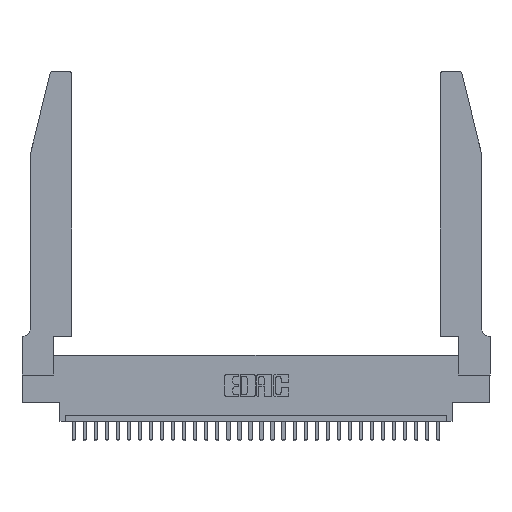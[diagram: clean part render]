
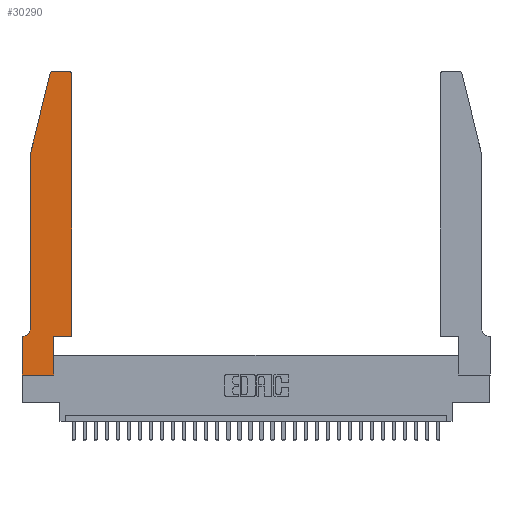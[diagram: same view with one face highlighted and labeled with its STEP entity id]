
A CAD part, top view. The second image highlights one B-rep face of the part: STEP entity #30290.
In plain terms, the highlighted planar face has unit normal (0, 0, 1).
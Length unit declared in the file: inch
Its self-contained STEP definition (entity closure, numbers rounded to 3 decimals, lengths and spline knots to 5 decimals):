
#40 = CARTESIAN_POINT ( 'NONE',  ( 0.4505, 0.35, 0.37 ) ) ;
#158 = CARTESIAN_POINT ( 'NONE',  ( 0., 0., 0.37 ) ) ;
#212 = VECTOR ( 'NONE', #26325, 39.37008 ) ;
#512 = CARTESIAN_POINT ( 'NONE',  ( 0.284, 2.72, 0.37 ) ) ;
#765 = VECTOR ( 'NONE', #18597, 39.37008 ) ;
#1699 = DIRECTION ( 'NONE',  ( 1., 0., 0. ) ) ;
#1798 = VERTEX_POINT ( 'NONE', #30988 ) ;
#1819 = CARTESIAN_POINT ( 'NONE',  ( 0.4505, 0.35, 0.37 ) ) ;
#2445 = DIRECTION ( 'NONE',  ( -0.239, -0.971, 0. ) ) ;
#2541 = VERTEX_POINT ( 'NONE', #20324 ) ;
#3420 = VERTEX_POINT ( 'NONE', #27481 ) ;
#3490 = DIRECTION ( 'NONE',  ( 0., 0., -1. ) ) ;
#3770 = LINE ( 'NONE', #158, #12178 ) ;
#4441 = EDGE_CURVE ( 'NONE', #13775, #11511, #25247, .T. ) ;
#4671 = EDGE_CURVE ( 'NONE', #2541, #8193, #28441, .T. ) ;
#4718 = EDGE_CURVE ( 'NONE', #8193, #26159, #5881, .T. ) ;
#4965 = DIRECTION ( 'NONE',  ( 0., 0., 1. ) ) ;
#5153 = LINE ( 'NONE', #29051, #16597 ) ;
#5520 = ORIENTED_EDGE ( 'NONE', *, *, #12732, .T. ) ;
#5881 = LINE ( 'NONE', #40, #31098 ) ;
#6107 = DIRECTION ( 'NONE',  ( 0., 0., 1. ) ) ;
#6625 = VERTEX_POINT ( 'NONE', #13756 ) ;
#7555 = CARTESIAN_POINT ( 'NONE',  ( 0.2865, 0.35, 0.37 ) ) ;
#7734 = DIRECTION ( 'NONE',  ( 1., 0., 0. ) ) ;
#8193 = VERTEX_POINT ( 'NONE', #31536 ) ;
#9679 = CARTESIAN_POINT ( 'NONE',  ( 0.4505, 2.72, 0.37 ) ) ;
#9743 = ORIENTED_EDGE ( 'NONE', *, *, #9916, .T. ) ;
#9916 = EDGE_CURVE ( 'NONE', #17712, #30361, #29641, .T. ) ;
#10439 = FACE_OUTER_BOUND ( 'NONE', #17157, .T. ) ;
#10527 = EDGE_CURVE ( 'NONE', #3420, #2541, #21950, .T. ) ;
#11250 = CARTESIAN_POINT ( 'NONE',  ( 0.0755, 0.35, 0.37 ) ) ;
#11511 = VERTEX_POINT ( 'NONE', #29599 ) ;
#11840 = EDGE_CURVE ( 'NONE', #23037, #17712, #5153, .T. ) ;
#12172 = ORIENTED_EDGE ( 'NONE', *, *, #13661, .T. ) ;
#12178 = VECTOR ( 'NONE', #19793, 39.37008 ) ;
#12642 = CARTESIAN_POINT ( 'NONE',  ( 0., 0.35, 0.37 ) ) ;
#12732 = EDGE_CURVE ( 'NONE', #27167, #6625, #23812, .T. ) ;
#13290 = VECTOR ( 'NONE', #31308, 39.37008 ) ;
#13321 = CARTESIAN_POINT ( 'NONE',  ( 0.0055, 0.35, 0.37 ) ) ;
#13584 = ORIENTED_EDGE ( 'NONE', *, *, #4671, .T. ) ;
#13661 = EDGE_CURVE ( 'NONE', #1798, #23037, #14555, .T. ) ;
#13743 = ORIENTED_EDGE ( 'NONE', *, *, #29908, .T. ) ;
#13756 = CARTESIAN_POINT ( 'NONE',  ( 0.4205, 2.75, 0.37 ) ) ;
#13775 = VERTEX_POINT ( 'NONE', #13321 ) ;
#14346 = CARTESIAN_POINT ( 'NONE',  ( 0.0755, 2., 0.37 ) ) ;
#14454 = DIRECTION ( 'NONE',  ( -1., 0., 0. ) ) ;
#14555 = CIRCLE ( 'NONE', #15991, 0.03 ) ;
#15204 = LINE ( 'NONE', #29108, #16732 ) ;
#15991 = AXIS2_PLACEMENT_3D ( 'NONE', #512, #17575, #29578 ) ;
#16446 = CARTESIAN_POINT ( 'NONE',  ( 0.0755, 2., 0.37 ) ) ;
#16597 = VECTOR ( 'NONE', #2445, 39.37008 ) ;
#16624 = CARTESIAN_POINT ( 'NONE',  ( 0., 0., 0.37 ) ) ;
#16732 = VECTOR ( 'NONE', #14454, 39.37008 ) ;
#17011 = DIRECTION ( 'NONE',  ( 1., 0., 0. ) ) ;
#17157 = EDGE_LOOP ( 'NONE', ( #17204, #12172, #31539, #9743, #13743, #20491, #21569, #25193, #13584, #29509, #26190, #5520 ) ) ;
#17204 = ORIENTED_EDGE ( 'NONE', *, *, #17722, .T. ) ;
#17228 = CARTESIAN_POINT ( 'NONE',  ( 0.0755, 0.42, 0.37 ) ) ;
#17393 = CARTESIAN_POINT ( 'NONE',  ( 0.4505, 0.35, 0.37 ) ) ;
#17575 = DIRECTION ( 'NONE',  ( 0., 0., 1. ) ) ;
#17712 = VERTEX_POINT ( 'NONE', #14346 ) ;
#17722 = EDGE_CURVE ( 'NONE', #6625, #1798, #15204, .T. ) ;
#18010 = DIRECTION ( 'NONE',  ( -1., 0., 0. ) ) ;
#18193 = EDGE_CURVE ( 'NONE', #26159, #27167, #19771, .T. ) ;
#18477 = CARTESIAN_POINT ( 'NONE',  ( 0.25487, 2.72718, 0.37 ) ) ;
#18597 = DIRECTION ( 'NONE',  ( -1., 0., 0. ) ) ;
#19771 = LINE ( 'NONE', #1819, #13290 ) ;
#19793 = DIRECTION ( 'NONE',  ( 0., -1., 0. ) ) ;
#20324 = CARTESIAN_POINT ( 'NONE',  ( 0.2865, 0., 0.37 ) ) ;
#20491 = ORIENTED_EDGE ( 'NONE', *, *, #4441, .T. ) ;
#20742 = CARTESIAN_POINT ( 'NONE',  ( 0.4205, 2.72, 0.37 ) ) ;
#21569 = ORIENTED_EDGE ( 'NONE', *, *, #28595, .T. ) ;
#21950 = LINE ( 'NONE', #16624, #29231 ) ;
#22369 = PLANE ( 'NONE',  #31245 ) ;
#23037 = VERTEX_POINT ( 'NONE', #18477 ) ;
#23812 = CIRCLE ( 'NONE', #25436, 0.03 ) ;
#25193 = ORIENTED_EDGE ( 'NONE', *, *, #10527, .T. ) ;
#25247 = LINE ( 'NONE', #11250, #765 ) ;
#25436 = AXIS2_PLACEMENT_3D ( 'NONE', #20742, #6107, #25461 ) ;
#25461 = DIRECTION ( 'NONE',  ( 1., 0., 0. ) ) ;
#26151 = VECTOR ( 'NONE', #30084, 39.37008 ) ;
#26159 = VERTEX_POINT ( 'NONE', #17393 ) ;
#26190 = ORIENTED_EDGE ( 'NONE', *, *, #18193, .T. ) ;
#26325 = DIRECTION ( 'NONE',  ( 0., -1., 0. ) ) ;
#26661 = CIRCLE ( 'NONE', #29428, 0.07 ) ;
#27167 = VERTEX_POINT ( 'NONE', #9679 ) ;
#27481 = CARTESIAN_POINT ( 'NONE',  ( 0., 0., 0.37 ) ) ;
#27760 = CARTESIAN_POINT ( 'NONE',  ( 0.0055, 0.42, 0.37 ) ) ;
#28441 = LINE ( 'NONE', #7555, #26151 ) ;
#28595 = EDGE_CURVE ( 'NONE', #11511, #3420, #3770, .T. ) ;
#29051 = CARTESIAN_POINT ( 'NONE',  ( 0.0755, 2., 0.37 ) ) ;
#29108 = CARTESIAN_POINT ( 'NONE',  ( 0.2605, 2.75, 0.37 ) ) ;
#29231 = VECTOR ( 'NONE', #1699, 39.37008 ) ;
#29428 = AXIS2_PLACEMENT_3D ( 'NONE', #27760, #3490, #18010 ) ;
#29509 = ORIENTED_EDGE ( 'NONE', *, *, #4718, .T. ) ;
#29578 = DIRECTION ( 'NONE',  ( 1., 0., 0. ) ) ;
#29599 = CARTESIAN_POINT ( 'NONE',  ( 0., 0.35, 0.37 ) ) ;
#29641 = LINE ( 'NONE', #16446, #212 ) ;
#29908 = EDGE_CURVE ( 'NONE', #30361, #13775, #26661, .T. ) ;
#30084 = DIRECTION ( 'NONE',  ( 0., 1., 0. ) ) ;
#30290 = ADVANCED_FACE ( 'NONE', ( #10439 ), #22369, .T. ) ;
#30361 = VERTEX_POINT ( 'NONE', #17228 ) ;
#30988 = CARTESIAN_POINT ( 'NONE',  ( 0.284, 2.75, 0.37 ) ) ;
#31098 = VECTOR ( 'NONE', #17011, 39.37008 ) ;
#31245 = AXIS2_PLACEMENT_3D ( 'NONE', #12642, #4965, #7734 ) ;
#31308 = DIRECTION ( 'NONE',  ( 0., 1., 0. ) ) ;
#31536 = CARTESIAN_POINT ( 'NONE',  ( 0.2865, 0.35, 0.37 ) ) ;
#31539 = ORIENTED_EDGE ( 'NONE', *, *, #11840, .T. ) ;
